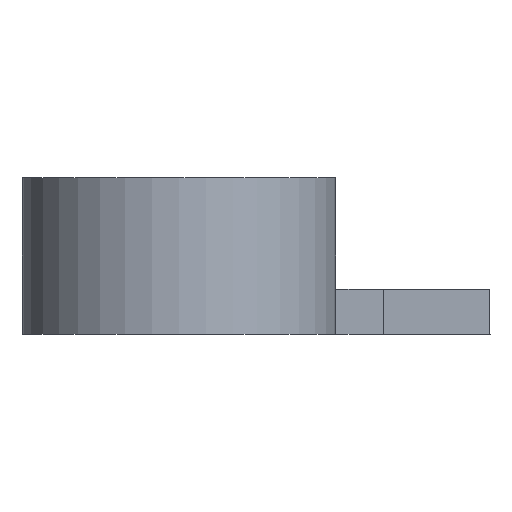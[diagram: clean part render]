
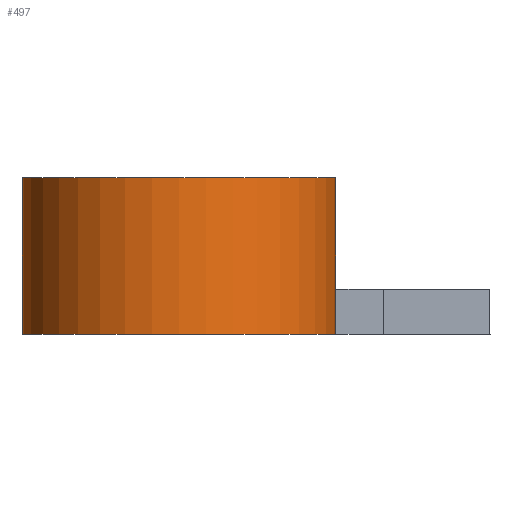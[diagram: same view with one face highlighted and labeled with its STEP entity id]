
A CAD part, front view. The second image highlights one B-rep face of the part: STEP entity #497.
In plain terms, the highlighted cylindrical face has radius 15 mm (diameter 30 mm), a partial arc.
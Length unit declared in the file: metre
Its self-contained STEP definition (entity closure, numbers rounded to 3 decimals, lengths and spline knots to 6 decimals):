
#34=CIRCLE('',#543,0.015);
#35=CIRCLE('',#544,0.015);
#55=CYLINDRICAL_SURFACE('',#542,0.015);
#78=ORIENTED_EDGE('',*,*,#221,.T.);
#79=ORIENTED_EDGE('',*,*,#214,.F.);
#80=ORIENTED_EDGE('',*,*,#222,.F.);
#81=ORIENTED_EDGE('',*,*,#223,.T.);
#214=EDGE_CURVE('',#286,#287,#334,.T.);
#221=EDGE_CURVE('',#292,#287,#34,.T.);
#222=EDGE_CURVE('',#293,#286,#35,.T.);
#223=EDGE_CURVE('',#293,#292,#339,.T.);
#286=VERTEX_POINT('',#742);
#287=VERTEX_POINT('',#744);
#292=VERTEX_POINT('',#758);
#293=VERTEX_POINT('',#760);
#334=LINE('',#743,#371);
#339=LINE('',#761,#376);
#371=VECTOR('',#599,1.);
#376=VECTOR('',#616,1.);
#402=EDGE_LOOP('',(#78,#79,#80,#81));
#442=FACE_BOUND('',#402,.T.);
#497=ADVANCED_FACE('',(#442),#55,.T.);
#542=AXIS2_PLACEMENT_3D('',#756,#610,#611);
#543=AXIS2_PLACEMENT_3D('',#757,#612,#613);
#544=AXIS2_PLACEMENT_3D('',#759,#614,#615);
#599=DIRECTION('',(0.,0.,-1.));
#610=DIRECTION('',(0.,0.,-1.));
#611=DIRECTION('',(-1.,0.,0.));
#612=DIRECTION('',(0.,0.,1.));
#613=DIRECTION('',(1.,0.,0.));
#614=DIRECTION('',(0.,0.,1.));
#615=DIRECTION('',(1.,0.,0.));
#616=DIRECTION('',(0.,0.,-1.));
#742=CARTESIAN_POINT('',(0.015,0.,0.01));
#743=CARTESIAN_POINT('',(0.015,0.,0.01));
#744=CARTESIAN_POINT('',(0.015,0.,-0.005));
#756=CARTESIAN_POINT('',(0.,0.,0.01));
#757=CARTESIAN_POINT('',(0.,0.,-0.005));
#758=CARTESIAN_POINT('',(-0.015,0.,-0.005));
#759=CARTESIAN_POINT('',(0.,0.,0.01));
#760=CARTESIAN_POINT('',(-0.015,0.,0.01));
#761=CARTESIAN_POINT('',(-0.015,0.,0.01));
